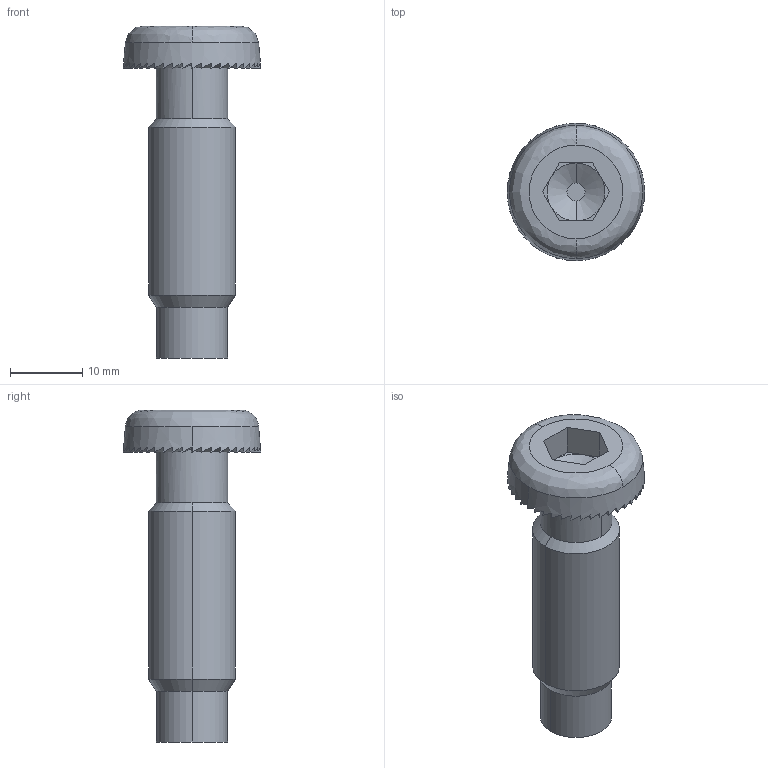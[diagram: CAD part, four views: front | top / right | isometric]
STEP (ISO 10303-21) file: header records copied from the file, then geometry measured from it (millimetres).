
FILE_DESCRIPTION (( 'STEP AP203' ), '1' );
FILE_NAME ('161111.step', '2022-01-27T15:38:04', ( '' ), ( '' ), 'SwSTEP 2.0', 'SolidWorks 2021', '' );
FILE_SCHEMA (( 'CONFIG_CONTROL_DESIGN' ));
Length unit declared in the file: millimetre
Products named in the file (1): 161111
Bounding box: 19 x 19 x 45.81 mm (x, y, z)
Volume: 5118.4 mm3; surface area: 2490.4 mm2
Topology: 1 solids, 1 shells, 119 faces, 334 edges, 218 vertices
Faces by surface type: plane 103, cone 8, cylinder 6, bspline 2
Entity records: 3907 total; most frequent: CARTESIAN_POINT 1110, ORIENTED_EDGE 668, DIRECTION 462, EDGE_CURVE 334, VERTEX_POINT 218, VECTOR 170, LINE 170, AXIS2_PLACEMENT_3D 146
